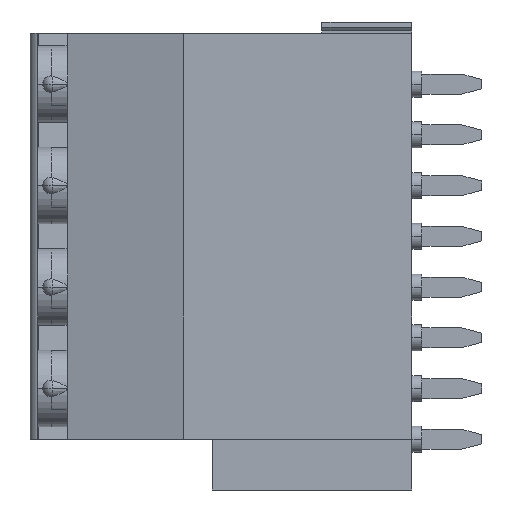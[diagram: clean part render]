
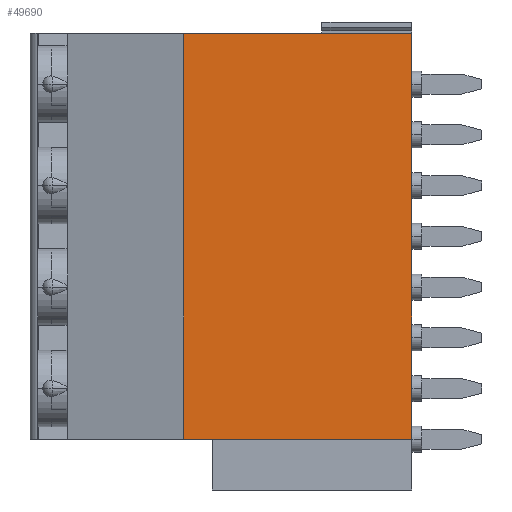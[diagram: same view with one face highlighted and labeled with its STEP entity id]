
A CAD part, left-side view. The second image highlights one B-rep face of the part: STEP entity #49690.
In plain terms, the highlighted planar face has unit normal (-1, 0, 0).
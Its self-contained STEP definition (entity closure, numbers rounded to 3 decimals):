
#2730=CARTESIAN_POINT('',(-63.352,18.464
   ,-2.54));
#2740=VERTEX_POINT('',#2730);
#2770=CARTESIAN_POINT('',(-63.352,29.534
   ,-2.54));
#2780=DIRECTION('',(0.,1.,
   0.));
#2790=VECTOR('',#2780,1.);
#2800=LINE('',#2770,#2790);
#2810=CARTESIAN_POINT('',(-63.352,29.883
   ,-2.54));
#2820=VERTEX_POINT('',#2810);
#2830=EDGE_CURVE('',#2740,#2820,#2800,.T.);
#49390=CARTESIAN_POINT('',(-63.352,
   29.534,-10.16));
#49400=DIRECTION('',(-1.,0.,
   0.));
#49410=DIRECTION('',(0.,-1.,
   0.));
#49420=AXIS2_PLACEMENT_3D('',#49390,#49400,#49410);
#49430=PLANE('',#49420);
#49440=ORIENTED_EDGE('',*,*,#2830,.T.);
#49450=CARTESIAN_POINT('',(-63.352,
   18.464,-22.86));
#49460=DIRECTION('',(0.,0.,
   1.));
#49470=VECTOR('',#49460,1.);
#49480=LINE('',#49450,#49470);
#49490=CARTESIAN_POINT('',(-63.352,
   18.464,-22.86));
#49500=VERTEX_POINT('',#49490);
#49510=EDGE_CURVE('',#49500,#2740,#49480,.T.);
#49520=ORIENTED_EDGE('',*,*,#49510,.T.);
#49530=CARTESIAN_POINT('',(-63.352,
   -23.761,-22.86));
#49540=DIRECTION('',(0.,1.,
   0.));
#49550=VECTOR('',#49540,1.);
#49560=LINE('',#49530,#49550);
#49570=CARTESIAN_POINT('',(-63.352,
   29.883,-22.86));
#49580=VERTEX_POINT('',#49570);
#49590=EDGE_CURVE('',#49500,#49580,#49560,.T.);
#49600=ORIENTED_EDGE('',*,*,#49590,.F.);
#49610=CARTESIAN_POINT('',(-63.352,
   29.883,-22.86));
#49620=DIRECTION('',(0.,0.,
   1.));
#49630=VECTOR('',#49620,1.);
#49640=LINE('',#49610,#49630);
#49650=EDGE_CURVE('',#49580,#2820,#49640,.T.);
#49660=ORIENTED_EDGE('',*,*,#49650,.F.);
#49670=EDGE_LOOP('',(#49660,#49600,#49520,#49440));
#49680=FACE_OUTER_BOUND('',#49670,.T.);
#49690=ADVANCED_FACE('',(#49680),#49430,.T.);
